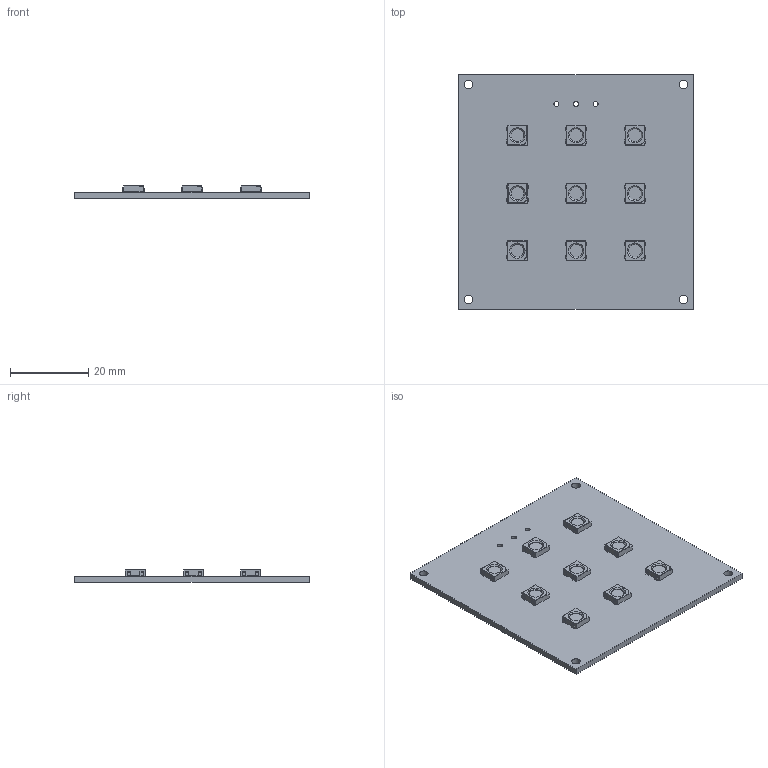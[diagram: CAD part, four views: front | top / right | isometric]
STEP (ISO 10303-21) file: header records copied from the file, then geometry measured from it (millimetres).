
FILE_DESCRIPTION(('KiCad electronic assembly'),'2;1');
FILE_NAME('pcb2.step','2025-04-26T18:14:26',('Pcbnew'),('Kicad'), 'Open CASCADE STEP processor 7.8','KiCad to STEP converter','Unknown' );
FILE_SCHEMA(('AUTOMOTIVE_DESIGN { 1 0 10303 214 1 1 1 1 }'));
Length unit declared in the file: millimetre
Products named in the file (4): pcb2 1; LED_WS2812B_PLCC4_5.0x5.0mm_P3.2mm; LED_WS2812B_PLCC4_50x50mm_P32mm; pcb2_PCB
Assembly tree (11 placements, depth 3):
  pcb2 1
    LED_WS2812B_PLCC4_5.0x5.0mm_P3.2mm  x9
      LED_WS2812B_PLCC4_50x50mm_P32mm
    pcb2_PCB
Bounding box: 60 x 60 x 3.25 mm (x, y, z)
Volume: 6037.4 mm3; surface area: 8430.7 mm2
Topology: 10 solids, 10 shells, 625 faces, 1842 edges, 1210 vertices
Faces by surface type: plane 411, cylinder 205, cone 9
Full cylindrical faces by diameter (mm): 1.295 x3, 2.2 x4, 3.333 x9
Entity records: 3313 total; most frequent: CARTESIAN_POINT 481, DIRECTION 474, ORIENTED_EDGE 468, EDGE_CURVE 234, LINE 180, VECTOR 180, VERTEX_POINT 154, AXIS2_PLACEMENT_3D 147
